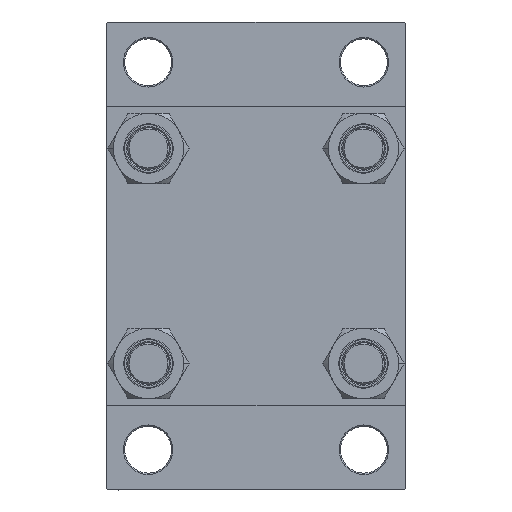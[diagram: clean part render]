
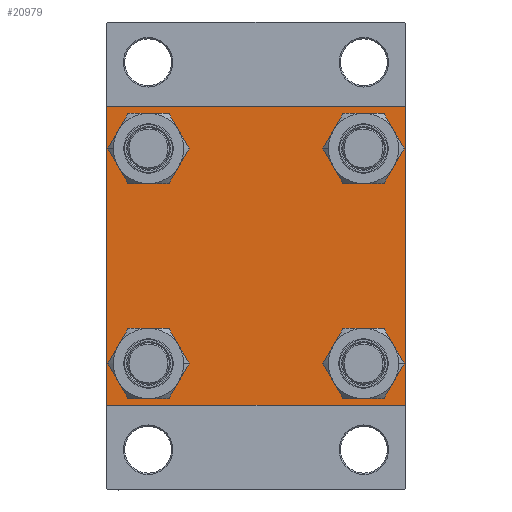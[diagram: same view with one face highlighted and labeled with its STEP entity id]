
A CAD part, left-side view. The second image highlights one B-rep face of the part: STEP entity #20979.
In plain terms, the highlighted planar face has unit normal (-1, 0, 0).
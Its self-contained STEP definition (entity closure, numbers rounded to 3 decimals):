
#19 = CARTESIAN_POINT ( 'NONE',  ( 0., -41.35, 32.85 ) ) ;
#32 = VECTOR ( 'NONE', #3780, 1000. ) ;
#268 = AXIS2_PLACEMENT_3D ( 'NONE', #9849, #20785, #43654 ) ;
#814 = EDGE_LOOP ( 'NONE', ( #14892, #34532 ) ) ;
#2101 = VECTOR ( 'NONE', #7386, 1000. ) ;
#2187 = EDGE_CURVE ( 'NONE', #41718, #42324, #2914, .T. ) ;
#2204 = AXIS2_PLACEMENT_3D ( 'NONE', #29808, #22260, #10369 ) ;
#2478 = CARTESIAN_POINT ( 'NONE',  ( 0., -41.35, -49.85 ) ) ;
#2578 = DIRECTION ( 'NONE',  ( 0., -0.707, 0.707 ) ) ;
#2727 = FACE_BOUND ( 'NONE', #15916, .T. ) ;
#2914 = CIRCLE ( 'NONE', #37093, 8.5 ) ;
#2954 = PLANE ( 'NONE',  #20814 ) ;
#3337 = VERTEX_POINT ( 'NONE', #38491 ) ;
#3532 = VERTEX_POINT ( 'NONE', #33806 ) ;
#3711 = EDGE_CURVE ( 'NONE', #9010, #15759, #23166, .T. ) ;
#3780 = DIRECTION ( 'NONE',  ( 0., 0.707, -0.707 ) ) ;
#4159 = CIRCLE ( 'NONE', #268, 8.5 ) ;
#4236 = CARTESIAN_POINT ( 'NONE',  ( 0., -57.25, 57.25 ) ) ;
#4658 = ORIENTED_EDGE ( 'NONE', *, *, #41584, .T. ) ;
#5512 = CARTESIAN_POINT ( 'NONE',  ( 0., 57.5, 57. ) ) ;
#6131 = FACE_BOUND ( 'NONE', #814, .T. ) ;
#6144 = VERTEX_POINT ( 'NONE', #6699 ) ;
#6699 = CARTESIAN_POINT ( 'NONE',  ( 0., 57.5, -57. ) ) ;
#7361 = ORIENTED_EDGE ( 'NONE', *, *, #9615, .F. ) ;
#7386 = DIRECTION ( 'NONE',  ( 0., -0.707, -0.707 ) ) ;
#7867 = CARTESIAN_POINT ( 'NONE',  ( 0., 57., 57.5 ) ) ;
#8407 = DIRECTION ( 'NONE',  ( 0., -1., 0. ) ) ;
#8500 = EDGE_CURVE ( 'NONE', #47587, #41357, #33946, .T. ) ;
#8601 = LINE ( 'NONE', #16396, #40502 ) ;
#8983 = CARTESIAN_POINT ( 'NONE',  ( 0., 41.35, 41.35 ) ) ;
#9010 = VERTEX_POINT ( 'NONE', #2478 ) ;
#9031 = VERTEX_POINT ( 'NONE', #30127 ) ;
#9129 = CARTESIAN_POINT ( 'NONE',  ( 0., 41.35, 32.85 ) ) ;
#9242 = CARTESIAN_POINT ( 'NONE',  ( 0., 41.35, -41.35 ) ) ;
#9334 = DIRECTION ( 'NONE',  ( 0., 0., -1. ) ) ;
#9615 = EDGE_CURVE ( 'NONE', #47587, #27736, #13751, .T. ) ;
#9833 = DIRECTION ( 'NONE',  ( 0., 0., 1. ) ) ;
#9849 = CARTESIAN_POINT ( 'NONE',  ( 0., -41.35, 41.35 ) ) ;
#10067 = DIRECTION ( 'NONE',  ( 1., 0., 0. ) ) ;
#10326 = ORIENTED_EDGE ( 'NONE', *, *, #13667, .T. ) ;
#10369 = DIRECTION ( 'NONE',  ( 0., 0., 1. ) ) ;
#11907 = DIRECTION ( 'NONE',  ( 0., 0., 1. ) ) ;
#11987 = VERTEX_POINT ( 'NONE', #42599 ) ;
#12361 = CARTESIAN_POINT ( 'NONE',  ( 0., 41.35, 49.85 ) ) ;
#13423 = CARTESIAN_POINT ( 'NONE',  ( 0., -41.35, 49.85 ) ) ;
#13667 = EDGE_CURVE ( 'NONE', #42324, #41718, #16035, .T. ) ;
#13751 = LINE ( 'NONE', #32479, #21820 ) ;
#14055 = DIRECTION ( 'NONE',  ( 0., 0., 1. ) ) ;
#14218 = DIRECTION ( 'NONE',  ( 0., -1., 0. ) ) ;
#14262 = EDGE_CURVE ( 'NONE', #6144, #31793, #48027, .T. ) ;
#14892 = ORIENTED_EDGE ( 'NONE', *, *, #41778, .T. ) ;
#14980 = CARTESIAN_POINT ( 'NONE',  ( 0., 57.25, 57.25 ) ) ;
#15412 = ORIENTED_EDGE ( 'NONE', *, *, #28779, .T. ) ;
#15759 = VERTEX_POINT ( 'NONE', #22888 ) ;
#15806 = CIRCLE ( 'NONE', #39909, 8.5 ) ;
#15916 = EDGE_LOOP ( 'NONE', ( #4658, #47155 ) ) ;
#16035 = CIRCLE ( 'NONE', #43237, 8.5 ) ;
#16396 = CARTESIAN_POINT ( 'NONE',  ( 0., -57.5, 57.5 ) ) ;
#17583 = CARTESIAN_POINT ( 'NONE',  ( 0., 0., 0. ) ) ;
#17684 = DIRECTION ( 'NONE',  ( 1., 0., 0. ) ) ;
#18096 = ORIENTED_EDGE ( 'NONE', *, *, #42678, .T. ) ;
#18420 = CARTESIAN_POINT ( 'NONE',  ( 0., -41.35, -41.35 ) ) ;
#18573 = VERTEX_POINT ( 'NONE', #13423 ) ;
#18859 = CIRCLE ( 'NONE', #46084, 8.5 ) ;
#18951 = EDGE_CURVE ( 'NONE', #3337, #9031, #40310, .T. ) ;
#19094 = DIRECTION ( 'NONE',  ( 0., 0.707, 0.707 ) ) ;
#20785 = DIRECTION ( 'NONE',  ( 1., 0., 0. ) ) ;
#20814 = AXIS2_PLACEMENT_3D ( 'NONE', #17583, #42894, #39477 ) ;
#20979 = ADVANCED_FACE ( 'NONE', ( #6131, #39954, #2727, #24397, #28292 ), #2954, .T. ) ;
#21441 = DIRECTION ( 'NONE',  ( 1., 0., 0. ) ) ;
#21507 = CARTESIAN_POINT ( 'NONE',  ( 0., 57.25, -57.25 ) ) ;
#21644 = AXIS2_PLACEMENT_3D ( 'NONE', #9242, #42809, #38919 ) ;
#21820 = VECTOR ( 'NONE', #14218, 1000. ) ;
#22260 = DIRECTION ( 'NONE',  ( 1., 0., 0. ) ) ;
#22888 = CARTESIAN_POINT ( 'NONE',  ( 0., -41.35, -32.85 ) ) ;
#23050 = EDGE_CURVE ( 'NONE', #31436, #27736, #46102, .T. ) ;
#23064 = LINE ( 'NONE', #30136, #28875 ) ;
#23166 = CIRCLE ( 'NONE', #2204, 8.5 ) ;
#23654 = ORIENTED_EDGE ( 'NONE', *, *, #14262, .T. ) ;
#24386 = VECTOR ( 'NONE', #8407, 1000. ) ;
#24397 = FACE_BOUND ( 'NONE', #35363, .T. ) ;
#25841 = EDGE_CURVE ( 'NONE', #3532, #11987, #44171, .T. ) ;
#26143 = ORIENTED_EDGE ( 'NONE', *, *, #2187, .T. ) ;
#26317 = ORIENTED_EDGE ( 'NONE', *, *, #32200, .T. ) ;
#26475 = ORIENTED_EDGE ( 'NONE', *, *, #28300, .F. ) ;
#26897 = LINE ( 'NONE', #41744, #24386 ) ;
#27736 = VERTEX_POINT ( 'NONE', #37001 ) ;
#28292 = FACE_OUTER_BOUND ( 'NONE', #31370, .T. ) ;
#28300 = EDGE_CURVE ( 'NONE', #31436, #11987, #8601, .T. ) ;
#28779 = EDGE_CURVE ( 'NONE', #41357, #6144, #23064, .T. ) ;
#28875 = VECTOR ( 'NONE', #45231, 1000. ) ;
#29808 = CARTESIAN_POINT ( 'NONE',  ( 0., -41.35, -41.35 ) ) ;
#30127 = CARTESIAN_POINT ( 'NONE',  ( 0., 41.35, -32.85 ) ) ;
#30136 = CARTESIAN_POINT ( 'NONE',  ( 0., 57.5, 57.5 ) ) ;
#31337 = AXIS2_PLACEMENT_3D ( 'NONE', #18420, #40556, #14055 ) ;
#31370 = EDGE_LOOP ( 'NONE', ( #15412, #23654, #18096, #43712, #26475, #34410, #7361, #42290 ) ) ;
#31436 = VERTEX_POINT ( 'NONE', #46738 ) ;
#31793 = VERTEX_POINT ( 'NONE', #41161 ) ;
#32027 = CARTESIAN_POINT ( 'NONE',  ( 0., -57.25, -57.25 ) ) ;
#32200 = EDGE_CURVE ( 'NONE', #15759, #9010, #45305, .T. ) ;
#32479 = CARTESIAN_POINT ( 'NONE',  ( 0., 57.5, 57.5 ) ) ;
#33806 = CARTESIAN_POINT ( 'NONE',  ( 0., -57., -57.5 ) ) ;
#33946 = LINE ( 'NONE', #14980, #32 ) ;
#34410 = ORIENTED_EDGE ( 'NONE', *, *, #23050, .T. ) ;
#34532 = ORIENTED_EDGE ( 'NONE', *, *, #35407, .T. ) ;
#35363 = EDGE_LOOP ( 'NONE', ( #10326, #26143 ) ) ;
#35407 = EDGE_CURVE ( 'NONE', #47928, #18573, #18859, .T. ) ;
#37001 = CARTESIAN_POINT ( 'NONE',  ( 0., -57., 57.5 ) ) ;
#37093 = AXIS2_PLACEMENT_3D ( 'NONE', #8983, #45496, #11907 ) ;
#38050 = VECTOR ( 'NONE', #19094, 1000. ) ;
#38491 = CARTESIAN_POINT ( 'NONE',  ( 0., 41.35, -49.85 ) ) ;
#38919 = DIRECTION ( 'NONE',  ( 0., 0., 1. ) ) ;
#39477 = DIRECTION ( 'NONE',  ( 0., 0., 1. ) ) ;
#39909 = AXIS2_PLACEMENT_3D ( 'NONE', #40288, #17684, #46652 ) ;
#39954 = FACE_BOUND ( 'NONE', #47050, .T. ) ;
#40288 = CARTESIAN_POINT ( 'NONE',  ( 0., 41.35, -41.35 ) ) ;
#40310 = CIRCLE ( 'NONE', #21644, 8.5 ) ;
#40419 = CARTESIAN_POINT ( 'NONE',  ( 0., 41.35, 41.35 ) ) ;
#40502 = VECTOR ( 'NONE', #9334, 1000. ) ;
#40556 = DIRECTION ( 'NONE',  ( 1., 0., 0. ) ) ;
#41161 = CARTESIAN_POINT ( 'NONE',  ( 0., 57., -57.5 ) ) ;
#41357 = VERTEX_POINT ( 'NONE', #5512 ) ;
#41584 = EDGE_CURVE ( 'NONE', #9031, #3337, #15806, .T. ) ;
#41718 = VERTEX_POINT ( 'NONE', #9129 ) ;
#41744 = CARTESIAN_POINT ( 'NONE',  ( 0., 57.5, -57.5 ) ) ;
#41778 = EDGE_CURVE ( 'NONE', #18573, #47928, #4159, .T. ) ;
#42255 = ORIENTED_EDGE ( 'NONE', *, *, #3711, .T. ) ;
#42290 = ORIENTED_EDGE ( 'NONE', *, *, #8500, .T. ) ;
#42324 = VERTEX_POINT ( 'NONE', #12361 ) ;
#42599 = CARTESIAN_POINT ( 'NONE',  ( 0., -57.5, -57. ) ) ;
#42678 = EDGE_CURVE ( 'NONE', #31793, #3532, #26897, .T. ) ;
#42681 = CARTESIAN_POINT ( 'NONE',  ( 0., -41.35, 41.35 ) ) ;
#42809 = DIRECTION ( 'NONE',  ( 1., 0., 0. ) ) ;
#42894 = DIRECTION ( 'NONE',  ( -1., 0., 0. ) ) ;
#43237 = AXIS2_PLACEMENT_3D ( 'NONE', #40419, #21441, #44314 ) ;
#43541 = VECTOR ( 'NONE', #2578, 1000. ) ;
#43654 = DIRECTION ( 'NONE',  ( 0., 0., 1. ) ) ;
#43712 = ORIENTED_EDGE ( 'NONE', *, *, #25841, .T. ) ;
#44171 = LINE ( 'NONE', #32027, #43541 ) ;
#44314 = DIRECTION ( 'NONE',  ( 0., 0., 1. ) ) ;
#45231 = DIRECTION ( 'NONE',  ( 0., 0., -1. ) ) ;
#45305 = CIRCLE ( 'NONE', #31337, 8.5 ) ;
#45496 = DIRECTION ( 'NONE',  ( 1., 0., 0. ) ) ;
#46084 = AXIS2_PLACEMENT_3D ( 'NONE', #42681, #10067, #9833 ) ;
#46102 = LINE ( 'NONE', #4236, #38050 ) ;
#46652 = DIRECTION ( 'NONE',  ( 0., 0., 1. ) ) ;
#46738 = CARTESIAN_POINT ( 'NONE',  ( 0., -57.5, 57. ) ) ;
#47050 = EDGE_LOOP ( 'NONE', ( #26317, #42255 ) ) ;
#47155 = ORIENTED_EDGE ( 'NONE', *, *, #18951, .T. ) ;
#47587 = VERTEX_POINT ( 'NONE', #7867 ) ;
#47928 = VERTEX_POINT ( 'NONE', #19 ) ;
#48027 = LINE ( 'NONE', #21507, #2101 ) ;
